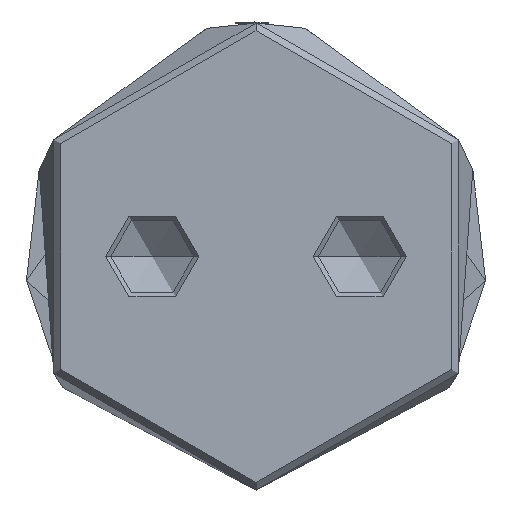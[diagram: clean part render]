
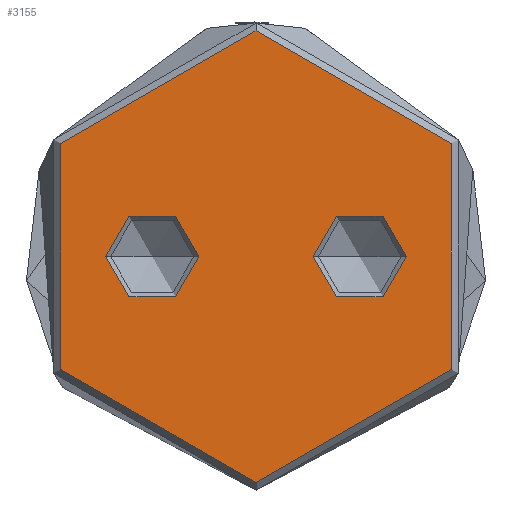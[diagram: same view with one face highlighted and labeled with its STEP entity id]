
A CAD part, front view. The second image highlights one B-rep face of the part: STEP entity #3155.
In plain terms, the highlighted face is planar.
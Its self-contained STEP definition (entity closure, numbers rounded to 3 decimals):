
#147 = AXIS2_PLACEMENT_3D ( 'NONE', #1211, #4605, #1701 ) ;
#288 = AXIS2_PLACEMENT_3D ( 'NONE', #5060, #1676, #4567 ) ;
#306 = CARTESIAN_POINT ( 'NONE',  ( 0., 0., 0. ) ) ;
#414 = EDGE_LOOP ( 'NONE', ( #4201, #779 ) ) ;
#545 = AXIS2_PLACEMENT_3D ( 'NONE', #2499, #5840, #2984 ) ;
#630 = FACE_BOUND ( 'NONE', #4135, .T. ) ;
#777 = DIRECTION ( 'NONE',  ( 0., 1., 0. ) ) ;
#779 = ORIENTED_EDGE ( 'NONE', *, *, #935, .F. ) ;
#885 = AXIS2_PLACEMENT_3D ( 'NONE', #1458, #4848, #1960 ) ;
#935 = EDGE_CURVE ( 'NONE', #3764, #5185, #3742, .T. ) ;
#1211 = CARTESIAN_POINT ( 'NONE',  ( 10., 0., 0. ) ) ;
#1258 = PLANE ( 'NONE',  #2937 ) ;
#1362 = CARTESIAN_POINT ( 'NONE',  ( 5.5, 0., 0. ) ) ;
#1446 = AXIS2_PLACEMENT_3D ( 'NONE', #306, #3721, #777 ) ;
#1458 = CARTESIAN_POINT ( 'NONE',  ( -10., 0., 0. ) ) ;
#1468 = ORIENTED_EDGE ( 'NONE', *, *, #2639, .T. ) ;
#1676 = DIRECTION ( 'NONE',  ( 0., 0., -1. ) ) ;
#1701 = DIRECTION ( 'NONE',  ( 1., 0., 0. ) ) ;
#1757 = DIRECTION ( 'NONE',  ( 0., 0., -1. ) ) ;
#1960 = DIRECTION ( 'NONE',  ( -1., 0., 0. ) ) ;
#2232 = DIRECTION ( 'NONE',  ( 0., 1., 0. ) ) ;
#2499 = CARTESIAN_POINT ( 'NONE',  ( 10., 0., 0. ) ) ;
#2601 = AXIS2_PLACEMENT_3D ( 'NONE', #4659, #1757, #5144 ) ;
#2639 = EDGE_CURVE ( 'NONE', #3703, #3249, #2784, .T. ) ;
#2784 = CIRCLE ( 'NONE', #545, 4.5 ) ;
#2936 = CIRCLE ( 'NONE', #2601, 21.75 ) ;
#2937 = AXIS2_PLACEMENT_3D ( 'NONE', #4638, #5127, #2232 ) ;
#2944 = EDGE_LOOP ( 'NONE', ( #5390, #5476 ) ) ;
#2984 = DIRECTION ( 'NONE',  ( 1., 0., 0. ) ) ;
#3155 = ADVANCED_FACE ( 'NONE', ( #630, #4362, #5470 ), #1258, .T. ) ;
#3184 = EDGE_CURVE ( 'NONE', #5179, #6059, #2936, .T. ) ;
#3249 = VERTEX_POINT ( 'NONE', #1362 ) ;
#3352 = CIRCLE ( 'NONE', #1446, 21.75 ) ;
#3644 = CIRCLE ( 'NONE', #147, 4.5 ) ;
#3703 = VERTEX_POINT ( 'NONE', #3992 ) ;
#3721 = DIRECTION ( 'NONE',  ( 0., 0., -1. ) ) ;
#3742 = CIRCLE ( 'NONE', #288, 4.5 ) ;
#3764 = VERTEX_POINT ( 'NONE', #5911 ) ;
#3974 = CARTESIAN_POINT ( 'NONE',  ( 0., 21.75, 0. ) ) ;
#3992 = CARTESIAN_POINT ( 'NONE',  ( 14.5, 0., 0. ) ) ;
#4135 = EDGE_LOOP ( 'NONE', ( #1468, #5203 ) ) ;
#4201 = ORIENTED_EDGE ( 'NONE', *, *, #4564, .F. ) ;
#4362 = FACE_BOUND ( 'NONE', #414, .T. ) ;
#4564 = EDGE_CURVE ( 'NONE', #5185, #3764, #4748, .T. ) ;
#4567 = DIRECTION ( 'NONE',  ( -1., 0., 0. ) ) ;
#4605 = DIRECTION ( 'NONE',  ( 0., 0., 1. ) ) ;
#4638 = CARTESIAN_POINT ( 'NONE',  ( 0., 0., 0. ) ) ;
#4659 = CARTESIAN_POINT ( 'NONE',  ( 0., 0., 0. ) ) ;
#4748 = CIRCLE ( 'NONE', #885, 4.5 ) ;
#4848 = DIRECTION ( 'NONE',  ( 0., 0., -1. ) ) ;
#5060 = CARTESIAN_POINT ( 'NONE',  ( -10., 0., 0. ) ) ;
#5127 = DIRECTION ( 'NONE',  ( 0., 0., -1. ) ) ;
#5144 = DIRECTION ( 'NONE',  ( 0., 1., 0. ) ) ;
#5179 = VERTEX_POINT ( 'NONE', #3974 ) ;
#5185 = VERTEX_POINT ( 'NONE', #5450 ) ;
#5203 = ORIENTED_EDGE ( 'NONE', *, *, #5323, .T. ) ;
#5270 = CARTESIAN_POINT ( 'NONE',  ( 0., -21.75, 0. ) ) ;
#5323 = EDGE_CURVE ( 'NONE', #3249, #3703, #3644, .T. ) ;
#5390 = ORIENTED_EDGE ( 'NONE', *, *, #5435, .T. ) ;
#5435 = EDGE_CURVE ( 'NONE', #6059, #5179, #3352, .T. ) ;
#5450 = CARTESIAN_POINT ( 'NONE',  ( -14.5, 0., 0. ) ) ;
#5470 = FACE_OUTER_BOUND ( 'NONE', #2944, .T. ) ;
#5476 = ORIENTED_EDGE ( 'NONE', *, *, #3184, .T. ) ;
#5840 = DIRECTION ( 'NONE',  ( 0., 0., 1. ) ) ;
#5911 = CARTESIAN_POINT ( 'NONE',  ( -5.5, 0., 0. ) ) ;
#6059 = VERTEX_POINT ( 'NONE', #5270 ) ;
